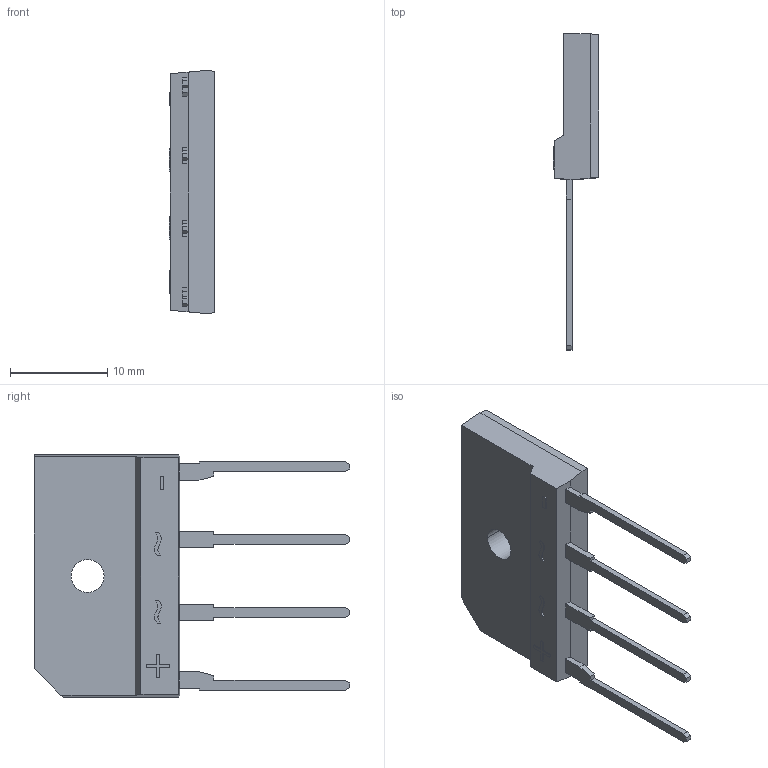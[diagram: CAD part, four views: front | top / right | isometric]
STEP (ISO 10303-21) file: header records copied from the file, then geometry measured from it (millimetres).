
FILE_DESCRIPTION (( 'STEP AP203' ), '1' );
FILE_NAME ('KBJ.STEP', '2025-08-05T05:06:04', ( '' ), ( '' ), 'SwSTEP 2.0', 'SolidWorks 2020', '' );
FILE_SCHEMA (( 'CONFIG_CONTROL_DESIGN' ));
Length unit declared in the file: millimetre
Products named in the file (10): solder down_默_; clip2_默_; KBJ; solder up_默_; Body_默_; clip3_默_; Dice_默_; LF_ﾀq_; clip1_默_; solder clip_默_
Assembly tree (22 placements, depth 2):
  KBJ
    LF_ﾀq_
    solder down_默_  x4
    Dice_默_  x4
    solder clip_默_  x4
    solder up_默_  x4
    clip1_默_
    clip2_默_  x2
    clip3_默_
    Body_默_
Bounding box: 4.7 x 32.5 x 25 mm (x, y, z)
Volume: 1431.6 mm3; surface area: 2791.3 mm2
Topology: 25 solids, 25 shells, 752 faces, 2035 edges, 1353 vertices
Faces by surface type: plane 642, cylinder 94, bspline 16
Entity records: 22495 total; most frequent: CARTESIAN_POINT 4723, ORIENTED_EDGE 3578, DIRECTION 3119, EDGE_CURVE 1789, LINE 1517, VECTOR 1517, VERTEX_POINT 1189, AXIS2_PLACEMENT_3D 801
